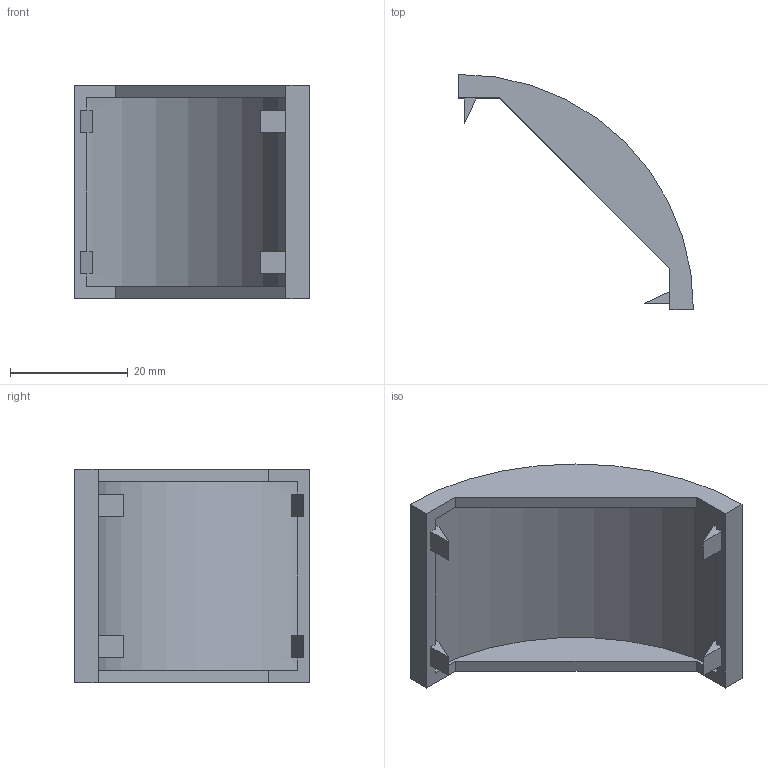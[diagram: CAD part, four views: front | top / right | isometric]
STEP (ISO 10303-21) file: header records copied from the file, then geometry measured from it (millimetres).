
FILE_DESCRIPTION (( 'STEP AP214' ), '1' );
FILE_NAME ('SNSS.30.70.22 Çàãëóøêà äëÿ óãëîâîãî àëþìèíèåâîãî ñîåäèíèòåëÿ 40õ40(X09).STEP', '2018-07-25T11:39:51', ( '' ), ( '' ), 'SwSTEP 2.0', 'SolidWorks 2018', '' );
FILE_SCHEMA (( 'AUTOMOTIVE_DESIGN' ));
Length unit declared in the file: millimetre
Products named in the file (1): SNSS.30.70.22 Çàãëóøêà äëÿ óãëîâîãî àëþìèíèåâîãî ñîåäèíèòåëÿ 40õ40(X09)
Bounding box: 39.95 x 39.95 x 36.3 mm (x, y, z)
Volume: 7264.6 mm3; surface area: 6117 mm2
Topology: 1 solids, 1 shells, 38 faces, 108 edges, 72 vertices
Faces by surface type: plane 36, cylinder 2
Entity records: 1258 total; most frequent: CARTESIAN_POINT 219, ORIENTED_EDGE 216, DIRECTION 198, EDGE_CURVE 108, VECTOR 96, LINE 96, VERTEX_POINT 72, AXIS2_PLACEMENT_3D 51
